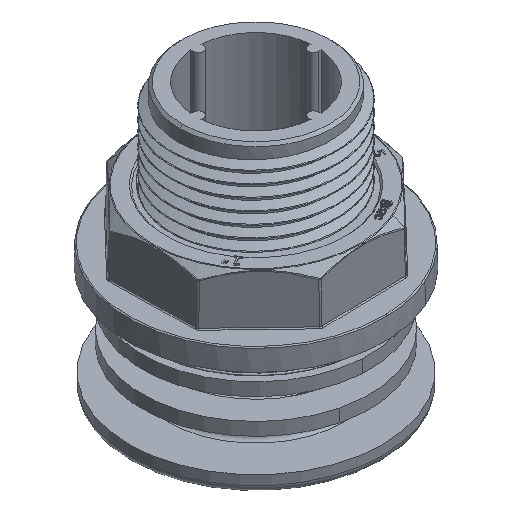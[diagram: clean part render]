
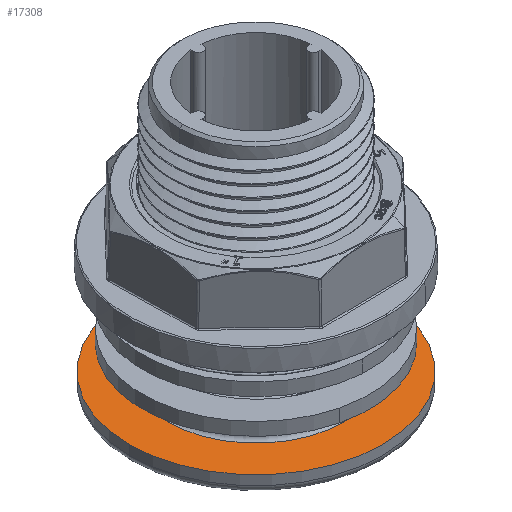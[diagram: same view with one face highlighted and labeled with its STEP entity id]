
A CAD part, isometric view. The second image highlights one B-rep face of the part: STEP entity #17308.
In plain terms, the highlighted planar face has unit normal (0, 0, 1).
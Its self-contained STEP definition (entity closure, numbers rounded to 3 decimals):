
#429 = CARTESIAN_POINT ( 'NONE',  ( 0., 0., 6. ) ) ;
#1239 = DIRECTION ( 'NONE',  ( 0., 0., -1. ) ) ;
#1765 = VERTEX_POINT ( 'NONE', #25735 ) ;
#2259 = PLANE ( 'NONE',  #15857 ) ;
#2554 = AXIS2_PLACEMENT_3D ( 'NONE', #10296, #24930, #14714 ) ;
#2775 = DIRECTION ( 'NONE',  ( -1., 0., 0. ) ) ;
#4267 = EDGE_CURVE ( 'NONE', #25974, #23547, #5822, .T. ) ;
#4442 = CARTESIAN_POINT ( 'NONE',  ( 17.35, 0., 6. ) ) ;
#5822 = CIRCLE ( 'NONE', #10228, 25. ) ;
#6189 = DIRECTION ( 'NONE',  ( 0., 0., -1. ) ) ;
#6464 = ORIENTED_EDGE ( 'NONE', *, *, #4267, .T. ) ;
#9794 = CARTESIAN_POINT ( 'NONE',  ( -25., 0., 6. ) ) ;
#10228 = AXIS2_PLACEMENT_3D ( 'NONE', #429, #19620, #17415 ) ;
#10296 = CARTESIAN_POINT ( 'NONE',  ( 0., 0., 6. ) ) ;
#10490 = ORIENTED_EDGE ( 'NONE', *, *, #25863, .T. ) ;
#11937 = CIRCLE ( 'NONE', #23836, 17.35 ) ;
#12641 = CARTESIAN_POINT ( 'NONE',  ( 25., 0., 6. ) ) ;
#12754 = FACE_BOUND ( 'NONE', #16169, .T. ) ;
#13035 = EDGE_LOOP ( 'NONE', ( #16610, #6464 ) ) ;
#14473 = CARTESIAN_POINT ( 'NONE',  ( -25., 0., 6. ) ) ;
#14714 = DIRECTION ( 'NONE',  ( 1., 0., 0. ) ) ;
#15564 = ORIENTED_EDGE ( 'NONE', *, *, #22831, .T. ) ;
#15737 = DIRECTION ( 'NONE',  ( 0., -1., 0. ) ) ;
#15857 = AXIS2_PLACEMENT_3D ( 'NONE', #9794, #1239, #15737 ) ;
#16169 = EDGE_LOOP ( 'NONE', ( #15564, #10490 ) ) ;
#16194 = AXIS2_PLACEMENT_3D ( 'NONE', #25096, #6189, #20838 ) ;
#16610 = ORIENTED_EDGE ( 'NONE', *, *, #26821, .T. ) ;
#17308 = ADVANCED_FACE ( 'NONE', ( #12754, #21186 ), #2259, .F. ) ;
#17415 = DIRECTION ( 'NONE',  ( 1., 0., 0. ) ) ;
#19620 = DIRECTION ( 'NONE',  ( 0., 0., 1. ) ) ;
#20182 = VERTEX_POINT ( 'NONE', #4442 ) ;
#20838 = DIRECTION ( 'NONE',  ( -1., 0., 0. ) ) ;
#21186 = FACE_OUTER_BOUND ( 'NONE', #13035, .T. ) ;
#21708 = CARTESIAN_POINT ( 'NONE',  ( 0., 0., 6. ) ) ;
#22831 = EDGE_CURVE ( 'NONE', #1765, #20182, #11937, .T. ) ;
#23547 = VERTEX_POINT ( 'NONE', #12641 ) ;
#23836 = AXIS2_PLACEMENT_3D ( 'NONE', #21708, #26101, #2775 ) ;
#24562 = CIRCLE ( 'NONE', #16194, 17.35 ) ;
#24930 = DIRECTION ( 'NONE',  ( 0., 0., 1. ) ) ;
#25096 = CARTESIAN_POINT ( 'NONE',  ( 0., 0., 6. ) ) ;
#25735 = CARTESIAN_POINT ( 'NONE',  ( -17.35, 0., 6. ) ) ;
#25863 = EDGE_CURVE ( 'NONE', #20182, #1765, #24562, .T. ) ;
#25899 = CIRCLE ( 'NONE', #2554, 25. ) ;
#25974 = VERTEX_POINT ( 'NONE', #14473 ) ;
#26101 = DIRECTION ( 'NONE',  ( 0., 0., -1. ) ) ;
#26821 = EDGE_CURVE ( 'NONE', #23547, #25974, #25899, .T. ) ;
